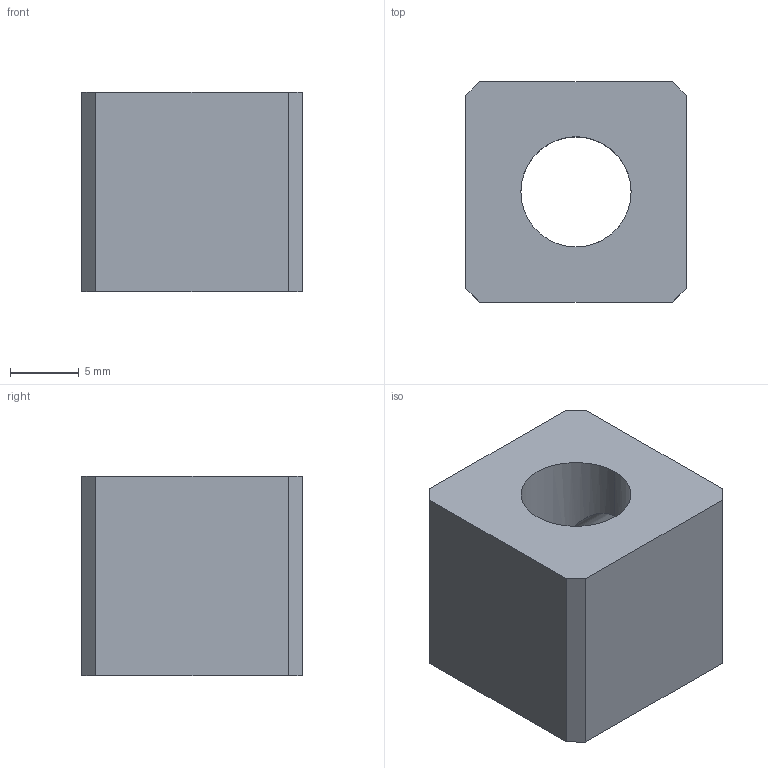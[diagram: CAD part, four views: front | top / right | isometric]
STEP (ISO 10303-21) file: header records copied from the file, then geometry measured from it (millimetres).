
FILE_DESCRIPTION (( 'STEP AP203' ), '1' );
FILE_NAME ('Parte movil tensado v5_Default_sldprt.STEP', '2023-10-23T20:47:29', ( '' ), ( '' ), 'SwSTEP 2.0', 'SolidWorks 2022', '' );
FILE_SCHEMA (( 'CONFIG_CONTROL_DESIGN' ));
Length unit declared in the file: millimetre
Products named in the file (1): Parte movil tensado v5_Default_sldprt
Bounding box: 16 x 16 x 14.5 mm (x, y, z)
Volume: 2804.4 mm3; surface area: 1693.1 mm2
Topology: 1 solids, 1 shells, 14 faces, 37 edges, 24 vertices
Faces by surface type: plane 10, cylinder 4
Entity records: 584 total; most frequent: CARTESIAN_POINT 148, ORIENTED_EDGE 74, DIRECTION 71, EDGE_CURVE 37, LINE 29, VECTOR 29, VERTEX_POINT 24, AXIS2_PLACEMENT_3D 21
